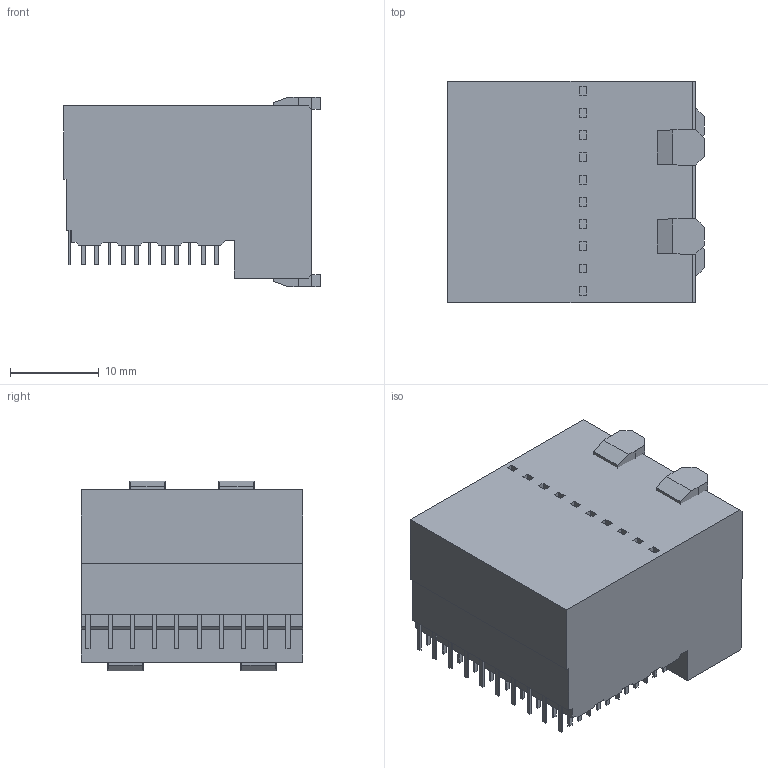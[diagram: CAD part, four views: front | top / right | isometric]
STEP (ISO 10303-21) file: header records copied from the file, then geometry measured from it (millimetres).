
FILE_DESCRIPTION((''),'2;1');
FILE_NAME('TYCO_6469001-1.stp','2011-12-15T15:37:03',(''),(''),'Mechanical Desktop 2011','Mechanical Desktop 2011',', , ');
FILE_SCHEMA(('AUTOMOTIVE_DESIGN { 1 2 10303 214 1 1 1 1 }'));
Length unit declared in the file: millimetre
Products named in the file (1): Product
Bounding box: 28.9 x 24.9 x 21.35 mm (x, y, z)
Volume: 11546.6 mm3; surface area: 6003.6 mm2
Topology: 126 solids, 126 shells, 1470 faces, 3690 edges, 2460 vertices
Faces by surface type: plane 1156, bspline 234, cylinder 80
Entity records: 43564 total; most frequent: CARTESIAN_POINT 8323, ORIENTED_EDGE 7380, DIRECTION 6324, EDGE_CURVE 3690, VECTOR 3530, LINE 3530, VERTEX_POINT 2460, EDGE_LOOP 1696
